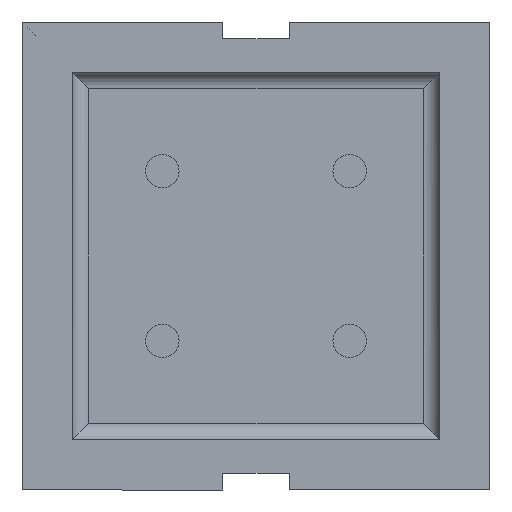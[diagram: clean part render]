
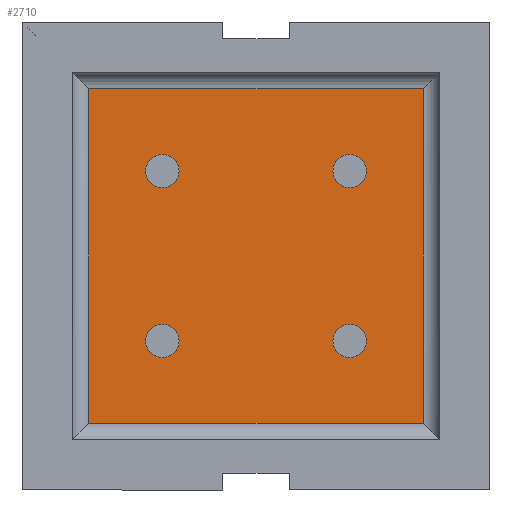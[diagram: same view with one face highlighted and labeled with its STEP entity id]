
A CAD part, front view. The second image highlights one B-rep face of the part: STEP entity #2710.
In plain terms, the highlighted planar face has unit normal (0, -1, 0).
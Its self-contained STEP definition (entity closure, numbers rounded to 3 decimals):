
#105 = ORIENTED_EDGE ( 'NONE', *, *, #243, .F. ) ;
#187 = VERTEX_POINT ( 'NONE', #1150 ) ;
#189 = EDGE_CURVE ( 'NONE', #187, #190, #1149, .T. ) ;
#190 = VERTEX_POINT ( 'NONE', #1144 ) ;
#201 = VERTEX_POINT ( 'NONE', #1226 ) ;
#203 = EDGE_CURVE ( 'NONE', #201, #204, #1225, .T. ) ;
#204 = VERTEX_POINT ( 'NONE', #1220 ) ;
#231 = VERTEX_POINT ( 'NONE', #1280 ) ;
#233 = EDGE_CURVE ( 'NONE', #231, #234, #1279, .T. ) ;
#234 = VERTEX_POINT ( 'NONE', #1274 ) ;
#241 = VERTEX_POINT ( 'NONE', #1313 ) ;
#243 = EDGE_CURVE ( 'NONE', #241, #244, #1312, .T. ) ;
#244 = VERTEX_POINT ( 'NONE', #1307 ) ;
#348 = EDGE_LOOP ( 'NONE', ( #351, #352 ) ) ;
#349 = EDGE_LOOP ( 'NONE', ( #353, #420 ) ) ;
#350 = EDGE_CURVE ( 'NONE', #190, #187, #1533, .T. ) ;
#351 = ORIENTED_EDGE ( 'NONE', *, *, #350, .F. ) ;
#352 = ORIENTED_EDGE ( 'NONE', *, *, #189, .F. ) ;
#353 = ORIENTED_EDGE ( 'NONE', *, *, #354, .F. ) ;
#354 = EDGE_CURVE ( 'NONE', #204, #201, #1592, .T. ) ;
#420 = ORIENTED_EDGE ( 'NONE', *, *, #203, .F. ) ;
#1144 = CARTESIAN_POINT ( 'NONE',  ( 1.4, 0.25, 1.52 ) ) ;
#1145 = DIRECTION ( 'NONE',  ( 0., 0., 1. ) ) ;
#1146 = DIRECTION ( 'NONE',  ( 0., -1., 0. ) ) ;
#1147 = CARTESIAN_POINT ( 'NONE',  ( 1.4, 0.25, 1.27 ) ) ;
#1148 = AXIS2_PLACEMENT_3D ( 'NONE', #1147, #1146, #1145 ) ;
#1149 = CIRCLE ( 'NONE', #1148, 0.25 ) ;
#1150 = CARTESIAN_POINT ( 'NONE',  ( 1.4, 0.25, 1.02 ) ) ;
#1220 = CARTESIAN_POINT ( 'NONE',  ( -1.4, 0.25, -1.02 ) ) ;
#1221 = DIRECTION ( 'NONE',  ( 0., 0., 1. ) ) ;
#1222 = DIRECTION ( 'NONE',  ( 0., -1., 0. ) ) ;
#1223 = CARTESIAN_POINT ( 'NONE',  ( -1.4, 0.25, -1.27 ) ) ;
#1224 = AXIS2_PLACEMENT_3D ( 'NONE', #1223, #1222, #1221 ) ;
#1225 = CIRCLE ( 'NONE', #1224, 0.25 ) ;
#1226 = CARTESIAN_POINT ( 'NONE',  ( -1.4, 0.25, -1.52 ) ) ;
#1274 = CARTESIAN_POINT ( 'NONE',  ( 1.4, 0.25, -1.02 ) ) ;
#1275 = DIRECTION ( 'NONE',  ( 0., 0., -1. ) ) ;
#1276 = DIRECTION ( 'NONE',  ( 0., -1., 0. ) ) ;
#1277 = CARTESIAN_POINT ( 'NONE',  ( 1.4, 0.25, -1.27 ) ) ;
#1278 = AXIS2_PLACEMENT_3D ( 'NONE', #1277, #1276, #1275 ) ;
#1279 = CIRCLE ( 'NONE', #1278, 0.25 ) ;
#1280 = CARTESIAN_POINT ( 'NONE',  ( 1.4, 0.25, -1.52 ) ) ;
#1307 = CARTESIAN_POINT ( 'NONE',  ( -1.4, 0.25, 1.52 ) ) ;
#1308 = DIRECTION ( 'NONE',  ( 0., 0., -1. ) ) ;
#1309 = DIRECTION ( 'NONE',  ( 0., -1., 0. ) ) ;
#1310 = CARTESIAN_POINT ( 'NONE',  ( -1.4, 0.25, 1.27 ) ) ;
#1311 = AXIS2_PLACEMENT_3D ( 'NONE', #1310, #1309, #1308 ) ;
#1312 = CIRCLE ( 'NONE', #1311, 0.25 ) ;
#1313 = CARTESIAN_POINT ( 'NONE',  ( -1.4, 0.25, 1.02 ) ) ;
#1529 = DIRECTION ( 'NONE',  ( 0., 0., 1. ) ) ;
#1530 = DIRECTION ( 'NONE',  ( 0., -1., 0. ) ) ;
#1531 = CARTESIAN_POINT ( 'NONE',  ( 1.4, 0.25, 1.27 ) ) ;
#1532 = AXIS2_PLACEMENT_3D ( 'NONE', #1531, #1530, #1529 ) ;
#1533 = CIRCLE ( 'NONE', #1532, 0.25 ) ;
#1588 = DIRECTION ( 'NONE',  ( 0., 0., 1. ) ) ;
#1589 = DIRECTION ( 'NONE',  ( 0., -1., 0. ) ) ;
#1590 = CARTESIAN_POINT ( 'NONE',  ( -1.4, 0.25, -1.27 ) ) ;
#1591 = AXIS2_PLACEMENT_3D ( 'NONE', #1590, #1589, #1588 ) ;
#1592 = CIRCLE ( 'NONE', #1591, 0.25 ) ;
#2277 = DIRECTION ( 'NONE',  ( 0., 0., -1. ) ) ;
#2278 = DIRECTION ( 'NONE',  ( 0., -1., 0. ) ) ;
#2279 = CARTESIAN_POINT ( 'NONE',  ( 1.4, 0.25, -1.27 ) ) ;
#2280 = AXIS2_PLACEMENT_3D ( 'NONE', #2279, #2278, #2277 ) ;
#2281 = CIRCLE ( 'NONE', #2280, 0.25 ) ;
#2282 = DIRECTION ( 'NONE',  ( 0., 0., -1. ) ) ;
#2283 = DIRECTION ( 'NONE',  ( 0., -1., 0. ) ) ;
#2284 = CARTESIAN_POINT ( 'NONE',  ( -1.4, 0.25, 1.27 ) ) ;
#2285 = AXIS2_PLACEMENT_3D ( 'NONE', #2284, #2283, #2282 ) ;
#2286 = CIRCLE ( 'NONE', #2285, 0.25 ) ;
#2331 = DIRECTION ( 'NONE',  ( 0., 0., 1. ) ) ;
#2332 = VECTOR ( 'NONE', #2331, 1000. ) ;
#2333 = CARTESIAN_POINT ( 'NONE',  ( 2.5, 0.25, -2.75 ) ) ;
#2334 = LINE ( 'NONE', #2333, #2332 ) ;
#2353 = LINE ( 'NONE', #2404, #2403 ) ;
#2365 = CARTESIAN_POINT ( 'NONE',  ( -2.5, 0.25, -2.5 ) ) ;
#2366 = CARTESIAN_POINT ( 'NONE',  ( 2.5, 0.25, -2.5 ) ) ;
#2402 = DIRECTION ( 'NONE',  ( 1., 0., 0. ) ) ;
#2403 = VECTOR ( 'NONE', #2402, 1000. ) ;
#2404 = CARTESIAN_POINT ( 'NONE',  ( 2.75, 0.25, -2.5 ) ) ;
#2511 = CARTESIAN_POINT ( 'NONE',  ( -2.5, 0.25, 2.5 ) ) ;
#2512 = CARTESIAN_POINT ( 'NONE',  ( 2.5, 0.25, 2.5 ) ) ;
#2541 = DIRECTION ( 'NONE',  ( 0., 0., -1. ) ) ;
#2542 = VECTOR ( 'NONE', #2541, 1000. ) ;
#2543 = CARTESIAN_POINT ( 'NONE',  ( -2.5, 0.25, -2.75 ) ) ;
#2545 = DIRECTION ( 'NONE',  ( 0., 0., -1. ) ) ;
#2546 = DIRECTION ( 'NONE',  ( 0., -1., 0. ) ) ;
#2547 = CARTESIAN_POINT ( 'NONE',  ( 2.75, 0.25, -2.75 ) ) ;
#2548 = LINE ( 'NONE', #2543, #2542 ) ;
#2549 = AXIS2_PLACEMENT_3D ( 'NONE', #2547, #2546, #2545 ) ;
#2550 = PLANE ( 'NONE',  #2549 ) ;
#2551 = FACE_BOUND ( 'NONE', #349, .T. ) ;
#2552 = FACE_BOUND ( 'NONE', #348, .T. ) ;
#2553 = FACE_BOUND ( 'NONE', #2616, .T. ) ;
#2554 = FACE_BOUND ( 'NONE', #2619, .T. ) ;
#2559 = FACE_OUTER_BOUND ( 'NONE', #2722, .T. ) ;
#2572 = DIRECTION ( 'NONE',  ( -1., 0., 0. ) ) ;
#2573 = VECTOR ( 'NONE', #2572, 1000. ) ;
#2574 = CARTESIAN_POINT ( 'NONE',  ( 2.75, 0.25, 2.5 ) ) ;
#2575 = LINE ( 'NONE', #2574, #2573 ) ;
#2615 = EDGE_CURVE ( 'NONE', #244, #241, #2286, .T. ) ;
#2616 = EDGE_LOOP ( 'NONE', ( #2621, #105 ) ) ;
#2617 = EDGE_CURVE ( 'NONE', #234, #231, #2281, .T. ) ;
#2618 = ORIENTED_EDGE ( 'NONE', *, *, #233, .F. ) ;
#2619 = EDGE_LOOP ( 'NONE', ( #2620, #2618 ) ) ;
#2620 = ORIENTED_EDGE ( 'NONE', *, *, #2617, .F. ) ;
#2621 = ORIENTED_EDGE ( 'NONE', *, *, #2615, .F. ) ;
#2622 = ORIENTED_EDGE ( 'NONE', *, *, #2623, .T. ) ;
#2623 = EDGE_CURVE ( 'NONE', #2630, #2699, #2334, .T. ) ;
#2625 = ORIENTED_EDGE ( 'NONE', *, *, #2648, .T. ) ;
#2630 = VERTEX_POINT ( 'NONE', #2366 ) ;
#2631 = VERTEX_POINT ( 'NONE', #2365 ) ;
#2648 = EDGE_CURVE ( 'NONE', #2631, #2630, #2353, .T. ) ;
#2699 = VERTEX_POINT ( 'NONE', #2512 ) ;
#2701 = VERTEX_POINT ( 'NONE', #2511 ) ;
#2702 = ORIENTED_EDGE ( 'NONE', *, *, #2713, .T. ) ;
#2710 = ADVANCED_FACE ( 'NONE', ( #2559, #2554, #2553, #2552, #2551 ), #2550, .T. ) ;
#2713 = EDGE_CURVE ( 'NONE', #2701, #2631, #2548, .T. ) ;
#2717 = ORIENTED_EDGE ( 'NONE', *, *, #2718, .T. ) ;
#2718 = EDGE_CURVE ( 'NONE', #2699, #2701, #2575, .T. ) ;
#2722 = EDGE_LOOP ( 'NONE', ( #2717, #2702, #2625, #2622 ) ) ;
